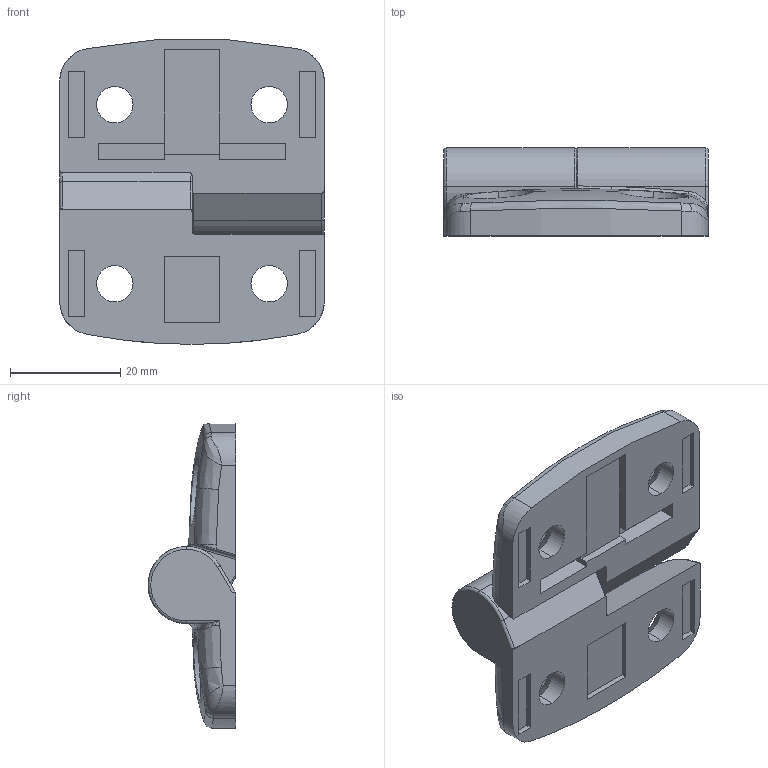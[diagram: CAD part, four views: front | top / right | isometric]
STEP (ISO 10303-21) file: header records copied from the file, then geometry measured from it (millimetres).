
FILE_DESCRIPTION (( 'STEP AP214' ), '1' );
FILE_NAME ('095k2530L00.STEP', '2014-08-13T09:54:05', ( '' ), ( '' ), 'SwSTEP 2.0', 'SolidWorks 2014', '' );
FILE_SCHEMA (( 'AUTOMOTIVE_DESIGN' ));
Length unit declared in the file: millimetre
Products named in the file (3): 095k30L00_095 k 30 L00; 095k25L00_095 k 25 L08; 095k2530L00
Assembly tree (2 placements, depth 2):
  095k2530L00
    095k25L00_095 k 25 L08
    095k30L00_095 k 30 L00
Bounding box: 48 x 15.95 x 55.3 mm (x, y, z)
Volume: 18100.4 mm3; surface area: 9238.7 mm2
Topology: 2 solids, 2 shells, 160 faces, 402 edges, 244 vertices
Faces by surface type: plane 57, cylinder 45, bspline 38, torus 11, cone 9
Entity records: 6701 total; most frequent: CARTESIAN_POINT 3144, ORIENTED_EDGE 792, DIRECTION 615, EDGE_CURVE 396, VERTEX_POINT 244, AXIS2_PLACEMENT_3D 219, VECTOR 177, LINE 177
